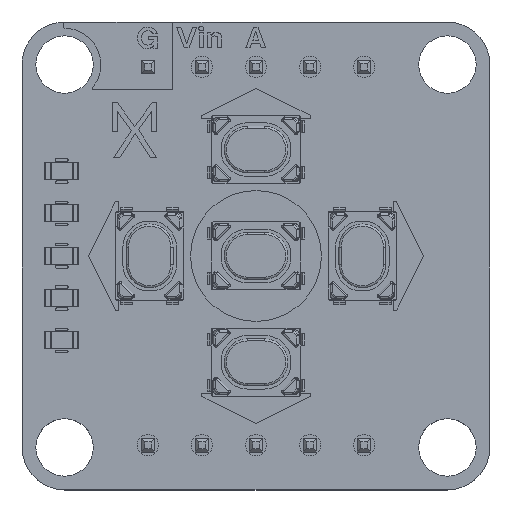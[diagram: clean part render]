
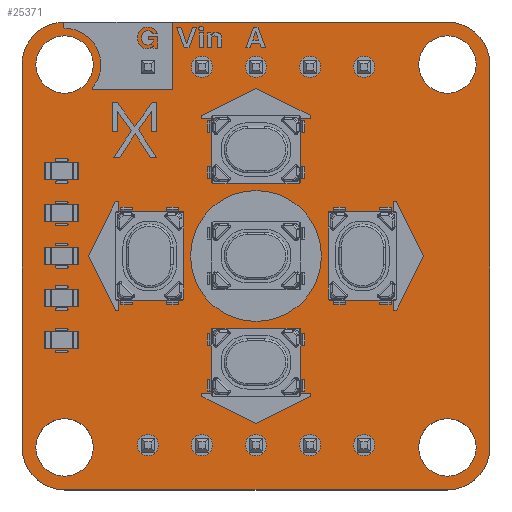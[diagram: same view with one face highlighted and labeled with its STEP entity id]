
A CAD part, top view. The second image highlights one B-rep face of the part: STEP entity #25371.
In plain terms, the highlighted planar face has unit normal (0, 0, 1).
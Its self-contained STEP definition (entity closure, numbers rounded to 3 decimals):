
#25068 = VERTEX_POINT('',#25069);
#25069 = CARTESIAN_POINT('',(8.998,11.,1.51));
#25075 = EDGE_CURVE('',#25068,#25076,#25078,.T.);
#25076 = VERTEX_POINT('',#25077);
#25077 = CARTESIAN_POINT('',(10.998,9.,1.51));
#25078 = CIRCLE('',#25079,2.);
#25079 = AXIS2_PLACEMENT_3D('',#25080,#25081,#25082);
#25080 = CARTESIAN_POINT('',(8.998,9.,1.51));
#25081 = DIRECTION('',(0.,0.,-1.));
#25082 = DIRECTION('',(0.,1.,0.));
#25110 = VERTEX_POINT('',#25111);
#25111 = CARTESIAN_POINT('',(-8.993,11.,1.51));
#25117 = EDGE_CURVE('',#25110,#25068,#25118,.T.);
#25118 = LINE('',#25119,#25120);
#25119 = CARTESIAN_POINT('',(-8.993,11.,1.51));
#25120 = VECTOR('',#25121,1.);
#25121 = DIRECTION('',(1.,0.,0.));
#25139 = EDGE_CURVE('',#25076,#25140,#25142,.T.);
#25140 = VERTEX_POINT('',#25141);
#25141 = CARTESIAN_POINT('',(10.998,-9.,1.51));
#25142 = LINE('',#25143,#25144);
#25143 = CARTESIAN_POINT('',(10.998,9.,1.51));
#25144 = VECTOR('',#25145,1.);
#25145 = DIRECTION('',(0.,-1.,0.));
#25371 = ADVANCED_FACE('',(#25372,#25418,#25429,#25440,#25451,#25462,
    #25473,#25484,#25495,#25506,#25517,#25528,#25539,#25550,#25561),
  #25572,.T.);
#25372 = FACE_BOUND('',#25373,.T.);
#25373 = EDGE_LOOP('',(#25374,#25375,#25376,#25385,#25393,#25402,#25410,
    #25417));
#25374 = ORIENTED_EDGE('',*,*,#25075,.F.);
#25375 = ORIENTED_EDGE('',*,*,#25117,.F.);
#25376 = ORIENTED_EDGE('',*,*,#25377,.F.);
#25377 = EDGE_CURVE('',#25378,#25110,#25380,.T.);
#25378 = VERTEX_POINT('',#25379);
#25379 = CARTESIAN_POINT('',(-11.002,9.,1.51));
#25380 = CIRCLE('',#25381,2.);
#25381 = AXIS2_PLACEMENT_3D('',#25382,#25383,#25384);
#25382 = CARTESIAN_POINT('',(-9.002,9.,1.51));
#25383 = DIRECTION('',(0.,0.,-1.));
#25384 = DIRECTION('',(-1.,0.,0.));
#25385 = ORIENTED_EDGE('',*,*,#25386,.F.);
#25386 = EDGE_CURVE('',#25387,#25378,#25389,.T.);
#25387 = VERTEX_POINT('',#25388);
#25388 = CARTESIAN_POINT('',(-11.002,-9.,1.51));
#25389 = LINE('',#25390,#25391);
#25390 = CARTESIAN_POINT('',(-11.002,-9.,1.51));
#25391 = VECTOR('',#25392,1.);
#25392 = DIRECTION('',(0.,1.,0.));
#25393 = ORIENTED_EDGE('',*,*,#25394,.F.);
#25394 = EDGE_CURVE('',#25395,#25387,#25397,.T.);
#25395 = VERTEX_POINT('',#25396);
#25396 = CARTESIAN_POINT('',(-9.002,-11.,1.51));
#25397 = CIRCLE('',#25398,2.);
#25398 = AXIS2_PLACEMENT_3D('',#25399,#25400,#25401);
#25399 = CARTESIAN_POINT('',(-9.002,-9.,1.51));
#25400 = DIRECTION('',(0.,0.,-1.));
#25401 = DIRECTION('',(0.,-1.,0.));
#25402 = ORIENTED_EDGE('',*,*,#25403,.F.);
#25403 = EDGE_CURVE('',#25404,#25395,#25406,.T.);
#25404 = VERTEX_POINT('',#25405);
#25405 = CARTESIAN_POINT('',(8.998,-11.,1.51));
#25406 = LINE('',#25407,#25408);
#25407 = CARTESIAN_POINT('',(8.998,-11.,1.51));
#25408 = VECTOR('',#25409,1.);
#25409 = DIRECTION('',(-1.,0.,0.));
#25410 = ORIENTED_EDGE('',*,*,#25411,.F.);
#25411 = EDGE_CURVE('',#25140,#25404,#25412,.T.);
#25412 = CIRCLE('',#25413,2.);
#25413 = AXIS2_PLACEMENT_3D('',#25414,#25415,#25416);
#25414 = CARTESIAN_POINT('',(8.998,-9.,1.51));
#25415 = DIRECTION('',(0.,0.,-1.));
#25416 = DIRECTION('',(1.,0.,0.));
#25417 = ORIENTED_EDGE('',*,*,#25139,.F.);
#25418 = FACE_BOUND('',#25419,.T.);
#25419 = EDGE_LOOP('',(#25420));
#25420 = ORIENTED_EDGE('',*,*,#25421,.T.);
#25421 = EDGE_CURVE('',#25422,#25422,#25424,.T.);
#25422 = VERTEX_POINT('',#25423);
#25423 = CARTESIAN_POINT('',(-9.002,-10.35,1.51));
#25424 = CIRCLE('',#25425,1.35);
#25425 = AXIS2_PLACEMENT_3D('',#25426,#25427,#25428);
#25426 = CARTESIAN_POINT('',(-9.002,-9.,1.51));
#25427 = DIRECTION('',(-0.,0.,-1.));
#25428 = DIRECTION('',(-0.,-1.,0.));
#25429 = FACE_BOUND('',#25430,.T.);
#25430 = EDGE_LOOP('',(#25431));
#25431 = ORIENTED_EDGE('',*,*,#25432,.T.);
#25432 = EDGE_CURVE('',#25433,#25433,#25435,.T.);
#25433 = VERTEX_POINT('',#25434);
#25434 = CARTESIAN_POINT('',(-5.082,-9.39,1.51));
#25435 = CIRCLE('',#25436,0.5);
#25436 = AXIS2_PLACEMENT_3D('',#25437,#25438,#25439);
#25437 = CARTESIAN_POINT('',(-5.082,-8.89,1.51));
#25438 = DIRECTION('',(-0.,0.,-1.));
#25439 = DIRECTION('',(-0.,-1.,0.));
#25440 = FACE_BOUND('',#25441,.T.);
#25441 = EDGE_LOOP('',(#25442));
#25442 = ORIENTED_EDGE('',*,*,#25443,.T.);
#25443 = EDGE_CURVE('',#25444,#25444,#25446,.T.);
#25444 = VERTEX_POINT('',#25445);
#25445 = CARTESIAN_POINT('',(-2.542,-9.39,1.51));
#25446 = CIRCLE('',#25447,0.5);
#25447 = AXIS2_PLACEMENT_3D('',#25448,#25449,#25450);
#25448 = CARTESIAN_POINT('',(-2.542,-8.89,1.51));
#25449 = DIRECTION('',(-0.,0.,-1.));
#25450 = DIRECTION('',(-0.,-1.,0.));
#25451 = FACE_BOUND('',#25452,.T.);
#25452 = EDGE_LOOP('',(#25453));
#25453 = ORIENTED_EDGE('',*,*,#25454,.T.);
#25454 = EDGE_CURVE('',#25455,#25455,#25457,.T.);
#25455 = VERTEX_POINT('',#25456);
#25456 = CARTESIAN_POINT('',(-0.002,-9.39,1.51));
#25457 = CIRCLE('',#25458,0.5);
#25458 = AXIS2_PLACEMENT_3D('',#25459,#25460,#25461);
#25459 = CARTESIAN_POINT('',(-0.002,-8.89,1.51));
#25460 = DIRECTION('',(-0.,0.,-1.));
#25461 = DIRECTION('',(0.,-1.,-0.));
#25462 = FACE_BOUND('',#25463,.T.);
#25463 = EDGE_LOOP('',(#25464));
#25464 = ORIENTED_EDGE('',*,*,#25465,.T.);
#25465 = EDGE_CURVE('',#25466,#25466,#25468,.T.);
#25466 = VERTEX_POINT('',#25467);
#25467 = CARTESIAN_POINT('',(2.538,-9.39,1.51));
#25468 = CIRCLE('',#25469,0.5);
#25469 = AXIS2_PLACEMENT_3D('',#25470,#25471,#25472);
#25470 = CARTESIAN_POINT('',(2.538,-8.89,1.51));
#25471 = DIRECTION('',(-0.,0.,-1.));
#25472 = DIRECTION('',(-0.,-1.,0.));
#25473 = FACE_BOUND('',#25474,.T.);
#25474 = EDGE_LOOP('',(#25475));
#25475 = ORIENTED_EDGE('',*,*,#25476,.T.);
#25476 = EDGE_CURVE('',#25477,#25477,#25479,.T.);
#25477 = VERTEX_POINT('',#25478);
#25478 = CARTESIAN_POINT('',(5.078,-9.39,1.51));
#25479 = CIRCLE('',#25480,0.5);
#25480 = AXIS2_PLACEMENT_3D('',#25481,#25482,#25483);
#25481 = CARTESIAN_POINT('',(5.078,-8.89,1.51));
#25482 = DIRECTION('',(-0.,0.,-1.));
#25483 = DIRECTION('',(-0.,-1.,0.));
#25484 = FACE_BOUND('',#25485,.T.);
#25485 = EDGE_LOOP('',(#25486));
#25486 = ORIENTED_EDGE('',*,*,#25487,.T.);
#25487 = EDGE_CURVE('',#25488,#25488,#25490,.T.);
#25488 = VERTEX_POINT('',#25489);
#25489 = CARTESIAN_POINT('',(8.998,-10.35,1.51));
#25490 = CIRCLE('',#25491,1.35);
#25491 = AXIS2_PLACEMENT_3D('',#25492,#25493,#25494);
#25492 = CARTESIAN_POINT('',(8.998,-9.,1.51));
#25493 = DIRECTION('',(-0.,0.,-1.));
#25494 = DIRECTION('',(-0.,-1.,0.));
#25495 = FACE_BOUND('',#25496,.T.);
#25496 = EDGE_LOOP('',(#25497));
#25497 = ORIENTED_EDGE('',*,*,#25498,.T.);
#25498 = EDGE_CURVE('',#25499,#25499,#25501,.T.);
#25499 = VERTEX_POINT('',#25500);
#25500 = CARTESIAN_POINT('',(-9.002,7.65,1.51));
#25501 = CIRCLE('',#25502,1.35);
#25502 = AXIS2_PLACEMENT_3D('',#25503,#25504,#25505);
#25503 = CARTESIAN_POINT('',(-9.002,9.,1.51));
#25504 = DIRECTION('',(-0.,0.,-1.));
#25505 = DIRECTION('',(-0.,-1.,0.));
#25506 = FACE_BOUND('',#25507,.T.);
#25507 = EDGE_LOOP('',(#25508));
#25508 = ORIENTED_EDGE('',*,*,#25509,.T.);
#25509 = EDGE_CURVE('',#25510,#25510,#25512,.T.);
#25510 = VERTEX_POINT('',#25511);
#25511 = CARTESIAN_POINT('',(-5.082,8.39,1.51));
#25512 = CIRCLE('',#25513,0.5);
#25513 = AXIS2_PLACEMENT_3D('',#25514,#25515,#25516);
#25514 = CARTESIAN_POINT('',(-5.082,8.89,1.51));
#25515 = DIRECTION('',(-0.,0.,-1.));
#25516 = DIRECTION('',(-0.,-1.,0.));
#25517 = FACE_BOUND('',#25518,.T.);
#25518 = EDGE_LOOP('',(#25519));
#25519 = ORIENTED_EDGE('',*,*,#25520,.T.);
#25520 = EDGE_CURVE('',#25521,#25521,#25523,.T.);
#25521 = VERTEX_POINT('',#25522);
#25522 = CARTESIAN_POINT('',(-2.542,8.39,1.51));
#25523 = CIRCLE('',#25524,0.5);
#25524 = AXIS2_PLACEMENT_3D('',#25525,#25526,#25527);
#25525 = CARTESIAN_POINT('',(-2.542,8.89,1.51));
#25526 = DIRECTION('',(-0.,0.,-1.));
#25527 = DIRECTION('',(-0.,-1.,0.));
#25528 = FACE_BOUND('',#25529,.T.);
#25529 = EDGE_LOOP('',(#25530));
#25530 = ORIENTED_EDGE('',*,*,#25531,.T.);
#25531 = EDGE_CURVE('',#25532,#25532,#25534,.T.);
#25532 = VERTEX_POINT('',#25533);
#25533 = CARTESIAN_POINT('',(-0.002,8.39,1.51));
#25534 = CIRCLE('',#25535,0.5);
#25535 = AXIS2_PLACEMENT_3D('',#25536,#25537,#25538);
#25536 = CARTESIAN_POINT('',(-0.002,8.89,1.51));
#25537 = DIRECTION('',(-0.,0.,-1.));
#25538 = DIRECTION('',(0.,-1.,-0.));
#25539 = FACE_BOUND('',#25540,.T.);
#25540 = EDGE_LOOP('',(#25541));
#25541 = ORIENTED_EDGE('',*,*,#25542,.T.);
#25542 = EDGE_CURVE('',#25543,#25543,#25545,.T.);
#25543 = VERTEX_POINT('',#25544);
#25544 = CARTESIAN_POINT('',(2.538,8.39,1.51));
#25545 = CIRCLE('',#25546,0.5);
#25546 = AXIS2_PLACEMENT_3D('',#25547,#25548,#25549);
#25547 = CARTESIAN_POINT('',(2.538,8.89,1.51));
#25548 = DIRECTION('',(-0.,0.,-1.));
#25549 = DIRECTION('',(-0.,-1.,0.));
#25550 = FACE_BOUND('',#25551,.T.);
#25551 = EDGE_LOOP('',(#25552));
#25552 = ORIENTED_EDGE('',*,*,#25553,.T.);
#25553 = EDGE_CURVE('',#25554,#25554,#25556,.T.);
#25554 = VERTEX_POINT('',#25555);
#25555 = CARTESIAN_POINT('',(5.078,8.39,1.51));
#25556 = CIRCLE('',#25557,0.5);
#25557 = AXIS2_PLACEMENT_3D('',#25558,#25559,#25560);
#25558 = CARTESIAN_POINT('',(5.078,8.89,1.51));
#25559 = DIRECTION('',(-0.,0.,-1.));
#25560 = DIRECTION('',(-0.,-1.,0.));
#25561 = FACE_BOUND('',#25562,.T.);
#25562 = EDGE_LOOP('',(#25563));
#25563 = ORIENTED_EDGE('',*,*,#25564,.T.);
#25564 = EDGE_CURVE('',#25565,#25565,#25567,.T.);
#25565 = VERTEX_POINT('',#25566);
#25566 = CARTESIAN_POINT('',(8.998,7.65,1.51));
#25567 = CIRCLE('',#25568,1.35);
#25568 = AXIS2_PLACEMENT_3D('',#25569,#25570,#25571);
#25569 = CARTESIAN_POINT('',(8.998,9.,1.51));
#25570 = DIRECTION('',(-0.,0.,-1.));
#25571 = DIRECTION('',(-0.,-1.,0.));
#25572 = PLANE('',#25573);
#25573 = AXIS2_PLACEMENT_3D('',#25574,#25575,#25576);
#25574 = CARTESIAN_POINT('',(0.,0.,1.51));
#25575 = DIRECTION('',(0.,0.,1.));
#25576 = DIRECTION('',(1.,0.,-0.));
